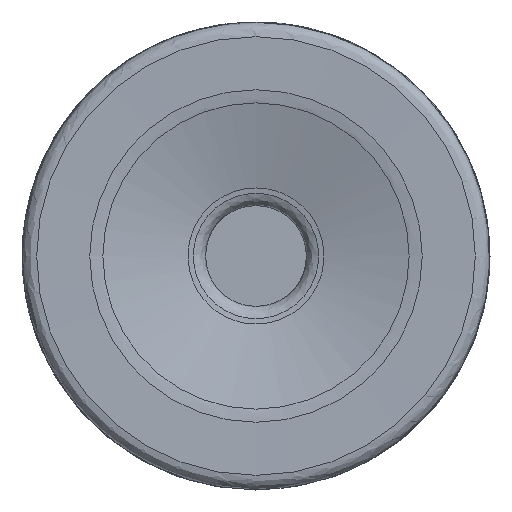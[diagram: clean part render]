
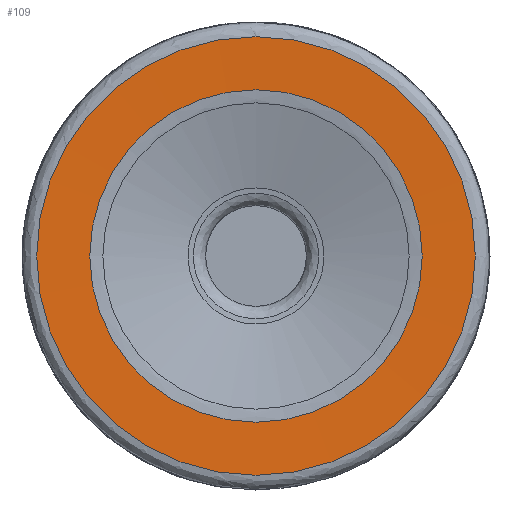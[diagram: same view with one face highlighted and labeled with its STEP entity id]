
A CAD part, front view. The second image highlights one B-rep face of the part: STEP entity #109.
In plain terms, the highlighted face is a revolution surface.
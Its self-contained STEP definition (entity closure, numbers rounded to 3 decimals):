
#109=ADVANCED_FACE('',(#198,#199),#146,.T.);
#146=SURFACE_OF_REVOLUTION('',#176,#161);
#161=AXIS1_PLACEMENT('',#794,#586);
#176=B_SPLINE_CURVE_WITH_KNOTS('',5,(#788,#789,#790,#791,#792,#793),
 .UNSPECIFIED.,.F.,.F.,(6,6),(0.,1.),.UNSPECIFIED.);
#198=FACE_BOUND('',#259,.T.);
#199=FACE_BOUND('',#260,.T.);
#259=EDGE_LOOP('',(#326));
#260=EDGE_LOOP('',(#327));
#326=ORIENTED_EDGE('',*,*,#451,.F.);
#327=ORIENTED_EDGE('',*,*,#450,.F.);
#410=VERTEX_POINT('',#757);
#411=VERTEX_POINT('',#787);
#450=EDGE_CURVE('',#410,#410,#493,.T.);
#451=EDGE_CURVE('',#411,#411,#494,.T.);
#493=CIRCLE('',#521,11.901);
#494=CIRCLE('',#522,9.02);
#521=AXIS2_PLACEMENT_3D('',#756,#581,#582);
#522=AXIS2_PLACEMENT_3D('',#786,#584,#585);
#581=DIRECTION('',(0.,1.,0.));
#582=DIRECTION('',(0.,0.,-1.));
#584=DIRECTION('',(0.,-1.,0.));
#585=DIRECTION('',(0.,0.,-1.));
#586=DIRECTION('',(0.,-1.,0.));
#756=CARTESIAN_POINT('',(-7.914,-61.995,-1.392));
#757=CARTESIAN_POINT('',(-7.914,-61.995,-13.293));
#786=CARTESIAN_POINT('',(-7.914,-61.933,-1.392));
#787=CARTESIAN_POINT('',(-7.914,-61.933,-10.412));
#788=CARTESIAN_POINT('',(-7.914,-61.995,10.509));
#789=CARTESIAN_POINT('',(-7.914,-61.983,9.933));
#790=CARTESIAN_POINT('',(-7.914,-61.971,9.356));
#791=CARTESIAN_POINT('',(-7.914,-61.958,8.78));
#792=CARTESIAN_POINT('',(-7.914,-61.946,8.204));
#793=CARTESIAN_POINT('',(-7.914,-61.933,7.628));
#794=CARTESIAN_POINT('',(-7.914,34.,-1.392));
